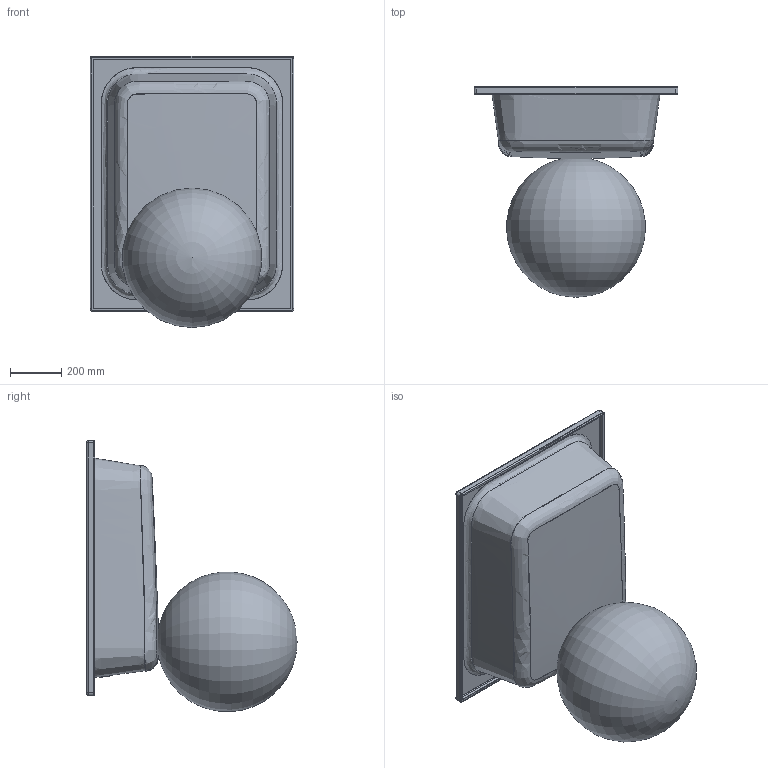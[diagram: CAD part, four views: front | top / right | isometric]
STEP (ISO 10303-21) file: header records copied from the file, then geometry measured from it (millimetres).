
FILE_DESCRIPTION((' '),'2;1');
FILE_NAME( '19396c27f92be8c3.stp', '2024-12-05T13:19:09', (' '), ('--- Datakit www.datakit.com---'), ' Datakit CrossCadWare V2022.3 Jun 15 2022', 'DATAKIT 2024 (c)', ' ');
FILE_SCHEMA(('CONFIG_CONTROL_DESIGN'));
Length unit declared in the file: millimetre
Products named in the file (1): 19396c10667195c3
Bounding box: 799 x 823.43 x 1062.33 mm (x, y, z)
Surface area: 3321666.3 mm2 (no closed solid volume)
Topology: 0 solids, 4 shells, 73 faces, 196 edges, 130 vertices
Faces by surface type: cylinder 20, plane 19, torus 18, bspline 8, cone 4, offset 2, extrusion 2
Full cylindrical faces by diameter (mm): 32 x1, 52 x2, 74.972 x1
Entity records: 55793 total; most frequent: CARTESIAN_POINT 54203, DIRECTION 323, ORIENTED_EDGE 263, EDGE_CURVE 158, AXIS2_PLACEMENT_3D 130, VERTEX_POINT 118, EDGE_LOOP 105, FACE_OUTER_BOUND 72
